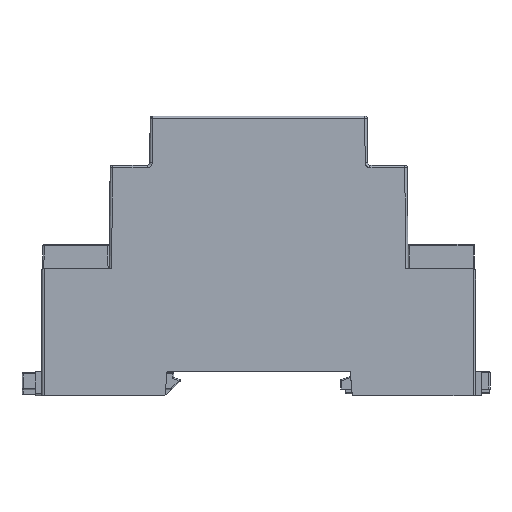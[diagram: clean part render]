
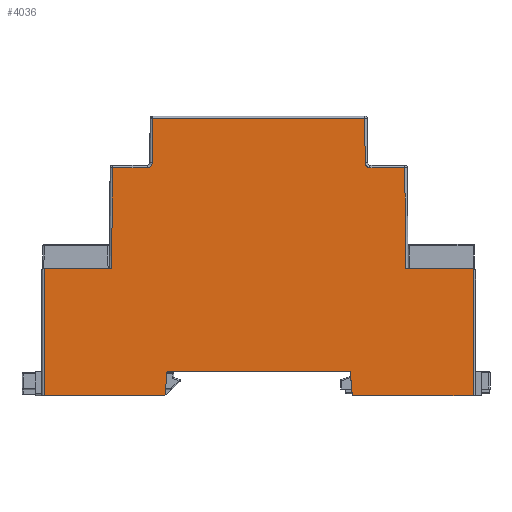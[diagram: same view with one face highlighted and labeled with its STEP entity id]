
A CAD part, front view. The second image highlights one B-rep face of the part: STEP entity #4036.
In plain terms, the highlighted face is planar.
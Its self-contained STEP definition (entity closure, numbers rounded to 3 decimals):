
#2035=B_SPLINE_CURVE_WITH_KNOTS('',3,(#39325,#39326,#39327,#39328,#39329,
#39330,#39331,#39332,#39333,#39334,#39335,#39336,#39337,#39338,#39339,#39340,
#39341,#39342),.UNSPECIFIED.,.F.,.F.,(4,1,1,2,2,2,1,1,2,2,4),(0.,0.125,
0.187,0.219,0.25,0.5,
0.625,0.687,0.719,0.75,
1.),.UNSPECIFIED.);
#2036=B_SPLINE_CURVE_WITH_KNOTS('',3,(#39350,#39351,#39352,#39353,#39354,
#39355,#39356,#39357,#39358,#39359,#39360,#39361,#39362,#39363,#39364,#39365,
#39366,#39367),.UNSPECIFIED.,.F.,.F.,(4,1,1,2,2,2,1,1,2,2,4),(0.,0.125,
0.188,0.219,0.25,0.5,
0.625,0.688,0.719,0.75,
1.),.UNSPECIFIED.);
#4036=ADVANCED_FACE('',(#5749),#4688,.T.);
#4688=PLANE('',#23515);
#5749=FACE_OUTER_BOUND('',#6972,.T.);
#6972=EDGE_LOOP('',(#12165,#12166,#12167,#12168,#12169,#12170,#12171,#12172,
#12173,#12174,#12175,#12176,#12177,#12178,#12179,#12180,#12181,#12182));
#12165=ORIENTED_EDGE('',*,*,#17755,.T.);
#12166=ORIENTED_EDGE('',*,*,#17684,.T.);
#12167=ORIENTED_EDGE('',*,*,#17756,.T.);
#12168=ORIENTED_EDGE('',*,*,#17757,.T.);
#12169=ORIENTED_EDGE('',*,*,#17758,.T.);
#12170=ORIENTED_EDGE('',*,*,#17759,.T.);
#12171=ORIENTED_EDGE('',*,*,#17760,.T.);
#12172=ORIENTED_EDGE('',*,*,#17761,.T.);
#12173=ORIENTED_EDGE('',*,*,#17762,.T.);
#12174=ORIENTED_EDGE('',*,*,#17763,.T.);
#12175=ORIENTED_EDGE('',*,*,#17764,.T.);
#12176=ORIENTED_EDGE('',*,*,#17765,.T.);
#12177=ORIENTED_EDGE('',*,*,#17766,.T.);
#12178=ORIENTED_EDGE('',*,*,#17767,.T.);
#12179=ORIENTED_EDGE('',*,*,#17768,.T.);
#12180=ORIENTED_EDGE('',*,*,#17769,.T.);
#12181=ORIENTED_EDGE('',*,*,#17770,.T.);
#12182=ORIENTED_EDGE('',*,*,#17771,.T.);
#14918=VERTEX_POINT('',#39146);
#14919=VERTEX_POINT('',#39147);
#14941=VERTEX_POINT('',#39220);
#14946=VERTEX_POINT('',#39236);
#14966=VERTEX_POINT('',#39313);
#14967=VERTEX_POINT('',#39315);
#14968=VERTEX_POINT('',#39317);
#14969=VERTEX_POINT('',#39319);
#14970=VERTEX_POINT('',#39321);
#14971=VERTEX_POINT('',#39324);
#14972=VERTEX_POINT('',#39343);
#14973=VERTEX_POINT('',#39345);
#14974=VERTEX_POINT('',#39347);
#14975=VERTEX_POINT('',#39349);
#14976=VERTEX_POINT('',#39368);
#14977=VERTEX_POINT('',#39371);
#14978=VERTEX_POINT('',#39373);
#14979=VERTEX_POINT('',#39375);
#17684=EDGE_CURVE('',#14918,#14919,#19747,.T.);
#17755=EDGE_CURVE('',#14966,#14918,#19793,.T.);
#17756=EDGE_CURVE('',#14919,#14967,#19794,.T.);
#17757=EDGE_CURVE('',#14967,#14968,#19795,.T.);
#17758=EDGE_CURVE('',#14968,#14969,#19796,.T.);
#17759=EDGE_CURVE('',#14969,#14970,#19797,.T.);
#17760=EDGE_CURVE('',#14970,#14946,#19798,.T.);
#17761=EDGE_CURVE('',#14946,#14971,#19799,.T.);
#17762=EDGE_CURVE('',#14971,#14972,#2035,.T.);
#17763=EDGE_CURVE('',#14972,#14973,#19800,.T.);
#17764=EDGE_CURVE('',#14973,#14974,#19801,.T.);
#17765=EDGE_CURVE('',#14974,#14975,#19802,.T.);
#17766=EDGE_CURVE('',#14975,#14976,#2036,.T.);
#17767=EDGE_CURVE('',#14976,#14941,#19803,.T.);
#17768=EDGE_CURVE('',#14941,#14977,#19804,.T.);
#17769=EDGE_CURVE('',#14977,#14978,#19805,.T.);
#17770=EDGE_CURVE('',#14978,#14979,#19806,.T.);
#17771=EDGE_CURVE('',#14979,#14966,#19807,.T.);
#19747=LINE('',#39145,#21780);
#19793=LINE('',#39312,#21826);
#19794=LINE('',#39314,#21827);
#19795=LINE('',#39316,#21828);
#19796=LINE('',#39318,#21829);
#19797=LINE('',#39320,#21830);
#19798=LINE('',#39322,#21831);
#19799=LINE('',#39323,#21832);
#19800=LINE('',#39344,#21833);
#19801=LINE('',#39346,#21834);
#19802=LINE('',#39348,#21835);
#19803=LINE('',#39369,#21836);
#19804=LINE('',#39370,#21837);
#19805=LINE('',#39372,#21838);
#19806=LINE('',#39374,#21839);
#19807=LINE('',#39376,#21840);
#21780=VECTOR('',#27941,1.);
#21826=VECTOR('',#28085,1.);
#21827=VECTOR('',#28086,1.);
#21828=VECTOR('',#28087,1.);
#21829=VECTOR('',#28088,1.);
#21830=VECTOR('',#28089,1.);
#21831=VECTOR('',#28090,1.);
#21832=VECTOR('',#28091,1.);
#21833=VECTOR('',#28092,1.);
#21834=VECTOR('',#28093,1.);
#21835=VECTOR('',#28094,1.);
#21836=VECTOR('',#28095,1.);
#21837=VECTOR('',#28096,1.);
#21838=VECTOR('',#28097,1.);
#21839=VECTOR('',#28098,1.);
#21840=VECTOR('',#28099,1.);
#23515=AXIS2_PLACEMENT_3D('',#39377,#28100,#28101);
#27941=DIRECTION('',(0.,0.,-1.));
#28085=DIRECTION('',(-0.009,0.996,-0.087));
#28086=DIRECTION('',(0.009,-0.996,-0.087));
#28087=DIRECTION('',(0.,0.,-1.));
#28088=DIRECTION('',(-0.009,1.,0.));
#28089=DIRECTION('',(0.,0.,1.));
#28090=DIRECTION('',(-0.009,1.,0.009));
#28091=DIRECTION('',(0.,0.,1.));
#28092=DIRECTION('',(-0.009,1.,0.009));
#28093=DIRECTION('',(0.,0.,1.));
#28094=DIRECTION('',(0.009,-1.,0.009));
#28095=DIRECTION('',(0.,0.,1.));
#28096=DIRECTION('',(0.009,-1.,0.009));
#28097=DIRECTION('',(0.,0.,1.));
#28098=DIRECTION('',(0.009,-1.,0.));
#28099=DIRECTION('',(0.,0.,-1.));
#28100=DIRECTION('',(1.,0.009,0.));
#28101=DIRECTION('',(0.009,-1.,0.));
#39145=CARTESIAN_POINT('',(-0.043,5.,-45.));
#39146=CARTESIAN_POINT('',(-0.043,5.,19.));
#39147=CARTESIAN_POINT('',(-0.043,5.,-19.));
#39220=CARTESIAN_POINT('',(-0.413,47.304,30.318));
#39236=CARTESIAN_POINT('',(-0.413,47.304,-30.318));
#39312=CARTESIAN_POINT('',(0.,0.,19.437));
#39313=CARTESIAN_POINT('',(0.,0.,19.437));
#39314=CARTESIAN_POINT('',(-0.043,5.,-19.));
#39315=CARTESIAN_POINT('',(0.,0.,-19.437));
#39316=CARTESIAN_POINT('',(0.,0.,-45.));
#39317=CARTESIAN_POINT('',(0.,0.,-44.5));
#39318=CARTESIAN_POINT('',(-0.23,26.4,-44.5));
#39319=CARTESIAN_POINT('',(-0.23,26.4,-44.5));
#39320=CARTESIAN_POINT('',(-0.23,26.4,-45.));
#39321=CARTESIAN_POINT('',(-0.23,26.4,-30.5));
#39322=CARTESIAN_POINT('',(-0.23,26.4,-30.5));
#39323=CARTESIAN_POINT('',(-0.413,47.304,-45.));
#39324=CARTESIAN_POINT('',(-0.413,47.304,-23.095));
#39325=CARTESIAN_POINT('',(-0.413,47.304,-23.095));
#39326=CARTESIAN_POINT('',(-0.413,47.304,-23.032));
#39327=CARTESIAN_POINT('',(-0.413,47.313,-22.939));
#39328=CARTESIAN_POINT('',(-0.413,47.338,-22.833));
#39329=CARTESIAN_POINT('',(-0.413,47.353,-22.788));
#39330=CARTESIAN_POINT('',(-0.413,47.363,-22.759));
#39331=CARTESIAN_POINT('',(-0.413,47.368,-22.745));
#39332=CARTESIAN_POINT('',(-0.414,47.424,-22.602));
#39333=CARTESIAN_POINT('',(-0.414,47.498,-22.489));
#39334=CARTESIAN_POINT('',(-0.415,47.642,-22.343));
#39335=CARTESIAN_POINT('',(-0.416,47.72,-22.278));
#39336=CARTESIAN_POINT('',(-0.417,47.822,-22.218));
#39337=CARTESIAN_POINT('',(-0.417,47.867,-22.196));
#39338=CARTESIAN_POINT('',(-0.418,47.898,-22.181));
#39339=CARTESIAN_POINT('',(-0.418,47.915,-22.174));
#39340=CARTESIAN_POINT('',(-0.419,48.047,-22.121));
#39341=CARTESIAN_POINT('',(-0.42,48.169,-22.097));
#39342=CARTESIAN_POINT('',(-0.421,48.296,-22.095));
#39343=CARTESIAN_POINT('',(-0.421,48.296,-22.095));
#39344=CARTESIAN_POINT('',(-0.421,48.296,-22.095));
#39345=CARTESIAN_POINT('',(-0.502,57.504,-22.015));
#39346=CARTESIAN_POINT('',(-0.502,57.504,-45.));
#39347=CARTESIAN_POINT('',(-0.502,57.504,22.016));
#39348=CARTESIAN_POINT('',(-0.502,57.504,22.016));
#39349=CARTESIAN_POINT('',(-0.421,48.296,22.096));
#39350=CARTESIAN_POINT('',(-0.421,48.296,22.096));
#39351=CARTESIAN_POINT('',(-0.421,48.232,22.097));
#39352=CARTESIAN_POINT('',(-0.42,48.139,22.106));
#39353=CARTESIAN_POINT('',(-0.419,48.034,22.132));
#39354=CARTESIAN_POINT('',(-0.418,47.989,22.147));
#39355=CARTESIAN_POINT('',(-0.418,47.959,22.157));
#39356=CARTESIAN_POINT('',(-0.418,47.946,22.162));
#39357=CARTESIAN_POINT('',(-0.417,47.803,22.22));
#39358=CARTESIAN_POINT('',(-0.416,47.691,22.295));
#39359=CARTESIAN_POINT('',(-0.415,47.546,22.44));
#39360=CARTESIAN_POINT('',(-0.414,47.482,22.519));
#39361=CARTESIAN_POINT('',(-0.414,47.423,22.621));
#39362=CARTESIAN_POINT('',(-0.413,47.401,22.667));
#39363=CARTESIAN_POINT('',(-0.413,47.387,22.698));
#39364=CARTESIAN_POINT('',(-0.413,47.38,22.715));
#39365=CARTESIAN_POINT('',(-0.413,47.328,22.847));
#39366=CARTESIAN_POINT('',(-0.413,47.304,22.969));
#39367=CARTESIAN_POINT('',(-0.413,47.304,23.096));
#39368=CARTESIAN_POINT('',(-0.413,47.304,23.096));
#39369=CARTESIAN_POINT('',(-0.413,47.304,-45.));
#39370=CARTESIAN_POINT('',(-0.413,47.304,30.318));
#39371=CARTESIAN_POINT('',(-0.23,26.4,30.5));
#39372=CARTESIAN_POINT('',(-0.23,26.4,-45.));
#39373=CARTESIAN_POINT('',(-0.23,26.4,44.5));
#39374=CARTESIAN_POINT('',(-0.23,26.4,44.5));
#39375=CARTESIAN_POINT('',(0.,0.,44.5));
#39376=CARTESIAN_POINT('',(0.,0.,-45.));
#39377=CARTESIAN_POINT('',(-0.23,26.4,-45.));
